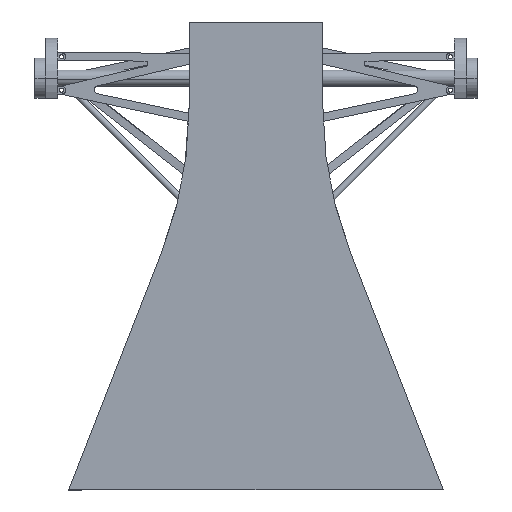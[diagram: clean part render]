
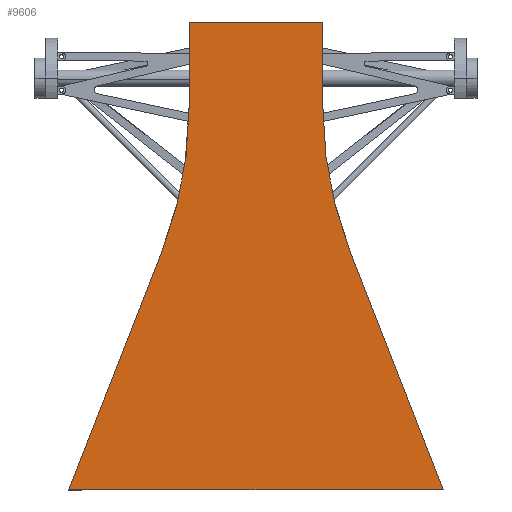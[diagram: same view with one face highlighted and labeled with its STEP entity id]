
A CAD part, front view. The second image highlights one B-rep face of the part: STEP entity #9606.
In plain terms, the highlighted planar face has unit normal (0, -1, 0).
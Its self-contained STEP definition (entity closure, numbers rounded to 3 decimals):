
#58 = DIRECTION ( 'NONE',  ( 1., 0., 0. ) ) ;
#146 = EDGE_CURVE ( 'NONE', #1277, #2506, #1284, .T. ) ;
#218 = DIRECTION ( 'NONE',  ( 0., 1., 0. ) ) ;
#528 = FACE_OUTER_BOUND ( 'NONE', #1219, .T. ) ;
#614 = CARTESIAN_POINT ( 'NONE',  ( 250., -200., 316.97 ) ) ;
#625 = DIRECTION ( 'NONE',  ( 0., 0., -1. ) ) ;
#715 = VERTEX_POINT ( 'NONE', #614 ) ;
#720 = CARTESIAN_POINT ( 'NONE',  ( -250., -200., 0. ) ) ;
#828 = LINE ( 'NONE', #4507, #2316 ) ;
#1011 = VECTOR ( 'NONE', #2494, 1000. ) ;
#1219 = EDGE_LOOP ( 'NONE', ( #9639, #9511, #8700, #6592, #7367, #8561, #2416, #5488 ) ) ;
#1277 = VERTEX_POINT ( 'NONE', #10152 ) ;
#1284 = LINE ( 'NONE', #9229, #1011 ) ;
#1543 = CARTESIAN_POINT ( 'NONE',  ( -700., -200., 1750. ) ) ;
#2258 = CARTESIAN_POINT ( 'NONE',  ( -250., -200., 0. ) ) ;
#2303 = CARTESIAN_POINT ( 'NONE',  ( -1750., -200., 316.97 ) ) ;
#2316 = VECTOR ( 'NONE', #58, 1000. ) ;
#2353 = CARTESIAN_POINT ( 'NONE',  ( 250., -200., 0. ) ) ;
#2416 = ORIENTED_EDGE ( 'NONE', *, *, #7202, .T. ) ;
#2494 = DIRECTION ( 'NONE',  ( -1., 0., 0. ) ) ;
#2506 = VERTEX_POINT ( 'NONE', #3745 ) ;
#2528 = DIRECTION ( 'NONE',  ( 0., -1., 0. ) ) ;
#2674 = CARTESIAN_POINT ( 'NONE',  ( 353.136, -200., 863.569 ) ) ;
#3082 = AXIS2_PLACEMENT_3D ( 'NONE', #2303, #4952, #10987 ) ;
#3175 = AXIS2_PLACEMENT_3D ( 'NONE', #9376, #2528, #11018 ) ;
#3213 = AXIS2_PLACEMENT_3D ( 'NONE', #9687, #218, #5502 ) ;
#3336 = DIRECTION ( 'NONE',  ( 0., 0., 1. ) ) ;
#3445 = CARTESIAN_POINT ( 'NONE',  ( 250., -200., 0. ) ) ;
#3745 = CARTESIAN_POINT ( 'NONE',  ( -700., -200., 1750. ) ) ;
#4271 = VERTEX_POINT ( 'NONE', #6863 ) ;
#4420 = CARTESIAN_POINT ( 'NONE',  ( 353.136, -200., 863.569 ) ) ;
#4507 = CARTESIAN_POINT ( 'NONE',  ( -750., -200., 0. ) ) ;
#4593 = VECTOR ( 'NONE', #8386, 1000. ) ;
#4760 = LINE ( 'NONE', #3445, #5831 ) ;
#4952 = DIRECTION ( 'NONE',  ( 0., 1., 0. ) ) ;
#5429 = LINE ( 'NONE', #2258, #5843 ) ;
#5488 = ORIENTED_EDGE ( 'NONE', *, *, #7006, .T. ) ;
#5502 = DIRECTION ( 'NONE',  ( 0., 0., 1. ) ) ;
#5831 = VECTOR ( 'NONE', #3336, 1000. ) ;
#5843 = VECTOR ( 'NONE', #625, 1000. ) ;
#6106 = VECTOR ( 'NONE', #10429, 1000. ) ;
#6394 = EDGE_CURVE ( 'NONE', #7233, #10436, #5429, .T. ) ;
#6592 = ORIENTED_EDGE ( 'NONE', *, *, #9035, .T. ) ;
#6606 = VERTEX_POINT ( 'NONE', #2674 ) ;
#6863 = CARTESIAN_POINT ( 'NONE',  ( -353.136, -200., 863.569 ) ) ;
#6882 = EDGE_CURVE ( 'NONE', #4271, #7233, #10699, .T. ) ;
#7006 = EDGE_CURVE ( 'NONE', #8498, #715, #4760, .T. ) ;
#7145 = LINE ( 'NONE', #1543, #4593 ) ;
#7202 = EDGE_CURVE ( 'NONE', #10436, #8498, #828, .T. ) ;
#7233 = VERTEX_POINT ( 'NONE', #8591 ) ;
#7367 = ORIENTED_EDGE ( 'NONE', *, *, #6882, .T. ) ;
#7369 = EDGE_CURVE ( 'NONE', #6606, #1277, #10414, .T. ) ;
#8386 = DIRECTION ( 'NONE',  ( 0.364, 0., -0.931 ) ) ;
#8498 = VERTEX_POINT ( 'NONE', #2353 ) ;
#8561 = ORIENTED_EDGE ( 'NONE', *, *, #6394, .T. ) ;
#8591 = CARTESIAN_POINT ( 'NONE',  ( -250., -200., 316.97 ) ) ;
#8700 = ORIENTED_EDGE ( 'NONE', *, *, #146, .T. ) ;
#9035 = EDGE_CURVE ( 'NONE', #2506, #4271, #7145, .T. ) ;
#9229 = CARTESIAN_POINT ( 'NONE',  ( -750., -200., 1750. ) ) ;
#9376 = CARTESIAN_POINT ( 'NONE',  ( -750., -200., 0. ) ) ;
#9511 = ORIENTED_EDGE ( 'NONE', *, *, #7369, .T. ) ;
#9606 = ADVANCED_FACE ( 'NONE', ( #528 ), #10978, .T. ) ;
#9639 = ORIENTED_EDGE ( 'NONE', *, *, #10725, .T. ) ;
#9687 = CARTESIAN_POINT ( 'NONE',  ( 1750., -200., 316.97 ) ) ;
#10132 = CIRCLE ( 'NONE', #3213, 1500. ) ;
#10152 = CARTESIAN_POINT ( 'NONE',  ( 700., -200., 1750. ) ) ;
#10414 = LINE ( 'NONE', #4420, #6106 ) ;
#10429 = DIRECTION ( 'NONE',  ( 0.364, 0., 0.931 ) ) ;
#10436 = VERTEX_POINT ( 'NONE', #720 ) ;
#10699 = CIRCLE ( 'NONE', #3082, 1500. ) ;
#10725 = EDGE_CURVE ( 'NONE', #715, #6606, #10132, .T. ) ;
#10978 = PLANE ( 'NONE',  #3175 ) ;
#10987 = DIRECTION ( 'NONE',  ( 0., 0., 1. ) ) ;
#11018 = DIRECTION ( 'NONE',  ( 0., 0., -1. ) ) ;
